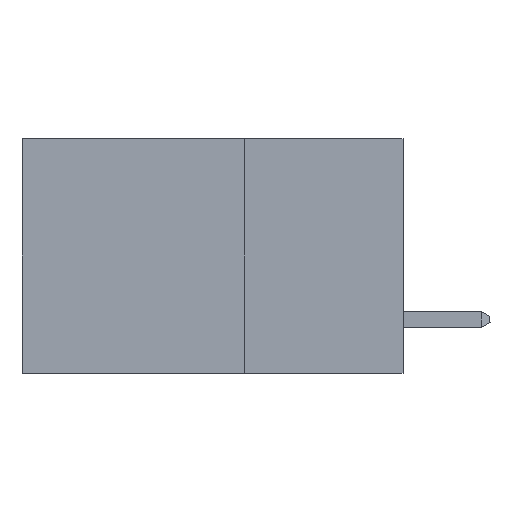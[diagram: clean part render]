
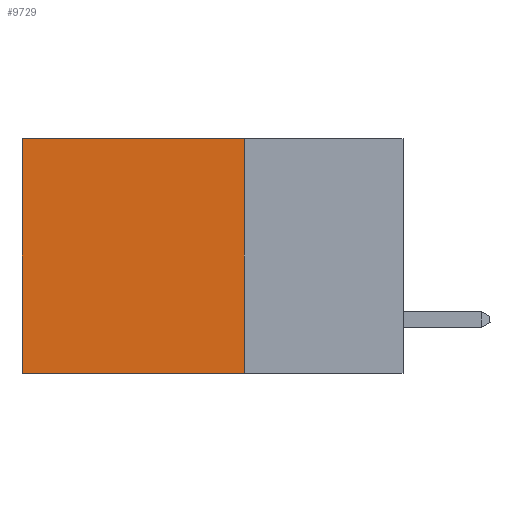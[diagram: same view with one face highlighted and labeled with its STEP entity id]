
A CAD part, left-side view. The second image highlights one B-rep face of the part: STEP entity #9729.
In plain terms, the highlighted planar face has unit normal (-1, 0, 0).
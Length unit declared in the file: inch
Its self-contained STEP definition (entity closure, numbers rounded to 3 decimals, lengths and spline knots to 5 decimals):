
#260 = VECTOR ( 'NONE', #2239, 39.37008 ) ;
#557 = ORIENTED_EDGE ( 'NONE', *, *, #6016, .F. ) ;
#935 = CARTESIAN_POINT ( 'NONE',  ( 0.2875, 0.25, 0. ) ) ;
#970 = CARTESIAN_POINT ( 'NONE',  ( 0.2875, 0.6, -0.37 ) ) ;
#1392 = LINE ( 'NONE', #9792, #4916 ) ;
#1412 = DIRECTION ( 'NONE',  ( 0., 0., -1. ) ) ;
#2212 = CARTESIAN_POINT ( 'NONE',  ( 0.2875, 0.25, 0. ) ) ;
#2234 = VECTOR ( 'NONE', #3084, 39.37008 ) ;
#2239 = DIRECTION ( 'NONE',  ( 0., 0., -1. ) ) ;
#2600 = VECTOR ( 'NONE', #4119, 39.37008 ) ;
#2906 = DIRECTION ( 'NONE',  ( 0., 0., -1. ) ) ;
#2918 = ORIENTED_EDGE ( 'NONE', *, *, #9193, .T. ) ;
#3084 = DIRECTION ( 'NONE',  ( 0., 1., 0. ) ) ;
#3312 = EDGE_CURVE ( 'NONE', #3464, #4330, #5875, .T. ) ;
#3464 = VERTEX_POINT ( 'NONE', #935 ) ;
#3477 = VERTEX_POINT ( 'NONE', #970 ) ;
#3871 = CARTESIAN_POINT ( 'NONE',  ( 0.2875, 0.25, -0.37 ) ) ;
#4048 = CARTESIAN_POINT ( 'NONE',  ( 0.2875, 0.25, 0. ) ) ;
#4107 = CARTESIAN_POINT ( 'NONE',  ( 0.2875, 0.25, -0.37 ) ) ;
#4119 = DIRECTION ( 'NONE',  ( 0., 1., 0. ) ) ;
#4303 = VERTEX_POINT ( 'NONE', #4107 ) ;
#4330 = VERTEX_POINT ( 'NONE', #6484 ) ;
#4400 = PLANE ( 'NONE',  #6031 ) ;
#4633 = DIRECTION ( 'NONE',  ( 1., 0., 0. ) ) ;
#4916 = VECTOR ( 'NONE', #2906, 39.37008 ) ;
#5402 = LINE ( 'NONE', #3871, #2234 ) ;
#5646 = ORIENTED_EDGE ( 'NONE', *, *, #3312, .T. ) ;
#5875 = LINE ( 'NONE', #4048, #2600 ) ;
#6016 = EDGE_CURVE ( 'NONE', #4303, #3477, #5402, .T. ) ;
#6031 = AXIS2_PLACEMENT_3D ( 'NONE', #2212, #4633, #1412 ) ;
#6484 = CARTESIAN_POINT ( 'NONE',  ( 0.2875, 0.6, 0. ) ) ;
#7782 = LINE ( 'NONE', #8445, #260 ) ;
#7784 = EDGE_LOOP ( 'NONE', ( #2918, #557, #9136, #5646 ) ) ;
#8445 = CARTESIAN_POINT ( 'NONE',  ( 0.2875, 0.25, 0. ) ) ;
#8483 = FACE_OUTER_BOUND ( 'NONE', #7784, .T. ) ;
#9136 = ORIENTED_EDGE ( 'NONE', *, *, #9422, .F. ) ;
#9193 = EDGE_CURVE ( 'NONE', #4330, #3477, #1392, .T. ) ;
#9422 = EDGE_CURVE ( 'NONE', #3464, #4303, #7782, .T. ) ;
#9729 = ADVANCED_FACE ( 'NONE', ( #8483 ), #4400, .F. ) ;
#9792 = CARTESIAN_POINT ( 'NONE',  ( 0.2875, 0.6, 0. ) ) ;
